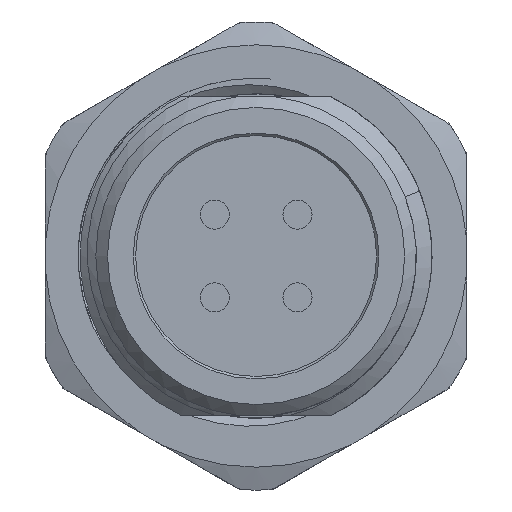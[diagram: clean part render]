
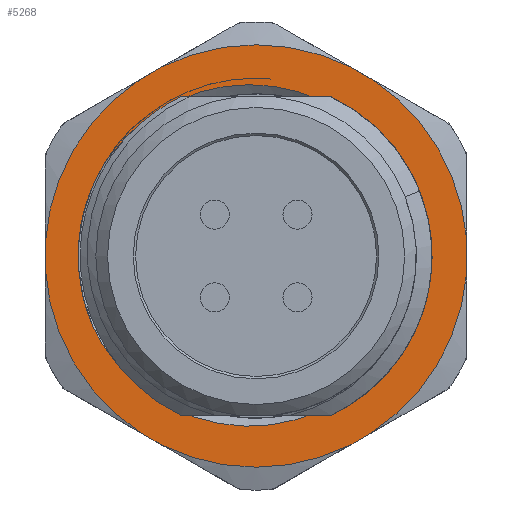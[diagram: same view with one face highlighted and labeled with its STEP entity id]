
A CAD part, left-side view. The second image highlights one B-rep face of the part: STEP entity #5268.
In plain terms, the highlighted planar face has unit normal (-1, 0, 0).
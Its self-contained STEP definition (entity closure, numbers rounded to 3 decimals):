
#349=B_SPLINE_CURVE_WITH_KNOTS('',3,(#20462,#20463,#20464,#20465,#20466,
#20467,#20468),.UNSPECIFIED.,.F.,.F.,(4,1,1,1,4),(0.,
0.004,0.009,0.013,0.017),
 .UNSPECIFIED.);
#350=B_SPLINE_CURVE_WITH_KNOTS('',3,(#20472,#20473,#20474,#20475,#20476,
#20477,#20478),.UNSPECIFIED.,.F.,.F.,(4,1,1,1,4),(0.,
0.004,0.009,0.013,0.017),
 .UNSPECIFIED.);
#720=LINE('',#20479,#965);
#721=LINE('',#20484,#966);
#722=LINE('',#20488,#967);
#723=LINE('',#20492,#968);
#724=LINE('',#20496,#969);
#725=LINE('',#20500,#970);
#965=VECTOR('',#7359,1000.);
#966=VECTOR('',#7362,1000.);
#967=VECTOR('',#7365,1000.);
#968=VECTOR('',#7368,1000.);
#969=VECTOR('',#7371,1000.);
#970=VECTOR('',#7374,1000.);
#2133=ORIENTED_EDGE('',*,*,#2971,.F.);
#2134=ORIENTED_EDGE('',*,*,#2972,.T.);
#2135=ORIENTED_EDGE('',*,*,#2973,.T.);
#2136=ORIENTED_EDGE('',*,*,#2974,.T.);
#2137=ORIENTED_EDGE('',*,*,#2975,.F.);
#2138=ORIENTED_EDGE('',*,*,#2976,.T.);
#2139=ORIENTED_EDGE('',*,*,#2977,.F.);
#2140=ORIENTED_EDGE('',*,*,#2978,.T.);
#2141=ORIENTED_EDGE('',*,*,#2979,.F.);
#2142=ORIENTED_EDGE('',*,*,#2980,.T.);
#2143=ORIENTED_EDGE('',*,*,#2981,.F.);
#2144=ORIENTED_EDGE('',*,*,#2982,.T.);
#2145=ORIENTED_EDGE('',*,*,#2983,.F.);
#2146=ORIENTED_EDGE('',*,*,#2984,.T.);
#2147=ORIENTED_EDGE('',*,*,#2985,.F.);
#2148=ORIENTED_EDGE('',*,*,#2986,.T.);
#2971=EDGE_CURVE('',#3522,#3523,#3838,.T.);
#2972=EDGE_CURVE('',#3522,#3524,#349,.T.);
#2973=EDGE_CURVE('',#3524,#3525,#3839,.F.);
#2974=EDGE_CURVE('',#3525,#3523,#350,.T.);
#2975=EDGE_CURVE('',#3526,#3527,#720,.T.);
#2976=EDGE_CURVE('',#3526,#3528,#3840,.F.);
#2977=EDGE_CURVE('',#3529,#3528,#721,.T.);
#2978=EDGE_CURVE('',#3529,#3530,#3841,.F.);
#2979=EDGE_CURVE('',#3531,#3530,#722,.T.);
#2980=EDGE_CURVE('',#3531,#3532,#3842,.F.);
#2981=EDGE_CURVE('',#3533,#3532,#723,.T.);
#2982=EDGE_CURVE('',#3533,#3534,#3843,.F.);
#2983=EDGE_CURVE('',#3535,#3534,#724,.T.);
#2984=EDGE_CURVE('',#3535,#3536,#3844,.F.);
#2985=EDGE_CURVE('',#3537,#3536,#725,.T.);
#2986=EDGE_CURVE('',#3537,#3527,#3845,.F.);
#3522=VERTEX_POINT('',#20460);
#3523=VERTEX_POINT('',#20461);
#3524=VERTEX_POINT('',#20469);
#3525=VERTEX_POINT('',#20471);
#3526=VERTEX_POINT('',#20480);
#3527=VERTEX_POINT('',#20481);
#3528=VERTEX_POINT('',#20483);
#3529=VERTEX_POINT('',#20485);
#3530=VERTEX_POINT('',#20487);
#3531=VERTEX_POINT('',#20489);
#3532=VERTEX_POINT('',#20491);
#3533=VERTEX_POINT('',#20493);
#3534=VERTEX_POINT('',#20495);
#3535=VERTEX_POINT('',#20497);
#3536=VERTEX_POINT('',#20499);
#3537=VERTEX_POINT('',#20501);
#3838=CIRCLE('',#6054,7.6);
#3839=CIRCLE('',#6055,6.93);
#3840=CIRCLE('',#6056,9.024);
#3841=CIRCLE('',#6057,9.024);
#3842=CIRCLE('',#6058,9.024);
#3843=CIRCLE('',#6059,9.024);
#3844=CIRCLE('',#6060,9.024);
#3845=CIRCLE('',#6061,9.024);
#4295=EDGE_LOOP('',(#2133,#2134,#2135,#2136));
#4296=EDGE_LOOP('',(#2137,#2138,#2139,#2140,#2141,#2142,#2143,#2144,#2145,
#2146,#2147,#2148));
#4786=FACE_BOUND('',#4295,.T.);
#4787=FACE_BOUND('',#4296,.T.);
#4953=PLANE('',#6053);
#5268=ADVANCED_FACE('',(#4786,#4787),#4953,.F.);
#6053=AXIS2_PLACEMENT_3D('',#20458,#7353,#7354);
#6054=AXIS2_PLACEMENT_3D('',#20459,#7355,#7356);
#6055=AXIS2_PLACEMENT_3D('',#20470,#7357,#7358);
#6056=AXIS2_PLACEMENT_3D('',#20482,#7360,#7361);
#6057=AXIS2_PLACEMENT_3D('',#20486,#7363,#7364);
#6058=AXIS2_PLACEMENT_3D('',#20490,#7366,#7367);
#6059=AXIS2_PLACEMENT_3D('',#20494,#7369,#7370);
#6060=AXIS2_PLACEMENT_3D('',#20498,#7372,#7373);
#6061=AXIS2_PLACEMENT_3D('',#20502,#7375,#7376);
#7353=DIRECTION('',(1.,0.,0.));
#7354=DIRECTION('',(0.,0.,-1.));
#7355=DIRECTION('',(-1.,0.,0.));
#7356=DIRECTION('',(0.,1.,0.));
#7357=DIRECTION('',(-1.,0.,0.));
#7358=DIRECTION('',(0.,0.,1.));
#7359=DIRECTION('',(0.,1.,0.));
#7360=DIRECTION('',(1.,0.,0.));
#7361=DIRECTION('',(0.,0.,-1.));
#7362=DIRECTION('',(0.,0.498,-0.867));
#7363=DIRECTION('',(1.,0.,0.));
#7364=DIRECTION('',(0.,0.,-1.));
#7365=DIRECTION('',(0.,-0.498,-0.867));
#7366=DIRECTION('',(1.,0.,0.));
#7367=DIRECTION('',(0.,0.,-1.));
#7368=DIRECTION('',(0.,-1.,0.));
#7369=DIRECTION('',(1.,0.,0.));
#7370=DIRECTION('',(0.,0.,-1.));
#7371=DIRECTION('',(0.,-0.497,0.868));
#7372=DIRECTION('',(1.,0.,0.));
#7373=DIRECTION('',(0.,0.,-1.));
#7374=DIRECTION('',(0.,0.497,0.868));
#7375=DIRECTION('',(1.,0.,0.));
#7376=DIRECTION('',(0.,0.,-1.));
#20458=CARTESIAN_POINT('',(-1.5,0.,0.));
#20459=CARTESIAN_POINT('',(-1.5,0.,0.));
#20460=CARTESIAN_POINT('',(-1.5,-4.081,6.411));
#20461=CARTESIAN_POINT('',(-1.5,3.02,6.974));
#20462=CARTESIAN_POINT('',(-1.5,-4.081,6.411));
#20463=CARTESIAN_POINT('',(-1.5,-5.265,5.593));
#20464=CARTESIAN_POINT('',(-1.5,-7.132,3.294));
#20465=CARTESIAN_POINT('',(-1.5,-7.622,-1.136));
#20466=CARTESIAN_POINT('',(-1.5,-5.55,-5.108));
#20467=CARTESIAN_POINT('',(-1.5,-2.928,-6.508));
#20468=CARTESIAN_POINT('',(-1.5,-1.511,-6.763));
#20469=CARTESIAN_POINT('',(-1.5,-1.511,-6.763));
#20470=CARTESIAN_POINT('',(-1.5,0.,0.));
#20471=CARTESIAN_POINT('',(-1.5,2.558,-6.441));
#20472=CARTESIAN_POINT('',(-1.5,2.558,-6.441));
#20473=CARTESIAN_POINT('',(-1.5,3.917,-5.964));
#20474=CARTESIAN_POINT('',(-1.5,6.29,-4.163));
#20475=CARTESIAN_POINT('',(-1.5,7.705,0.074));
#20476=CARTESIAN_POINT('',(-1.5,6.523,4.38));
#20477=CARTESIAN_POINT('',(-1.5,4.318,6.354));
#20478=CARTESIAN_POINT('',(-1.5,3.02,6.974));
#20479=CARTESIAN_POINT('',(-1.5,-4.376,-8.992));
#20480=CARTESIAN_POINT('',(-1.5,-0.764,-8.992));
#20481=CARTESIAN_POINT('',(-1.5,0.764,-8.992));
#20482=CARTESIAN_POINT('',(-1.5,0.,0.));
#20483=CARTESIAN_POINT('',(-1.5,-7.542,-4.955));
#20484=CARTESIAN_POINT('',(-1.5,-9.974,-0.725));
#20485=CARTESIAN_POINT('',(-1.5,-8.078,-4.024));
#20486=CARTESIAN_POINT('',(-1.5,0.,0.));
#20487=CARTESIAN_POINT('',(-1.5,-8.078,4.024));
#20488=CARTESIAN_POINT('',(-1.5,-5.646,8.254));
#20489=CARTESIAN_POINT('',(-1.5,-7.542,4.955));
#20490=CARTESIAN_POINT('',(-1.5,0.,0.));
#20491=CARTESIAN_POINT('',(-1.5,-0.537,9.008));
#20492=CARTESIAN_POINT('',(-1.5,4.342,9.008));
#20493=CARTESIAN_POINT('',(-1.5,0.537,9.008));
#20494=CARTESIAN_POINT('',(-1.5,0.,0.));
#20495=CARTESIAN_POINT('',(-1.5,7.551,4.941));
#20496=CARTESIAN_POINT('',(-1.5,9.975,0.706));
#20497=CARTESIAN_POINT('',(-1.5,8.085,4.008));
#20498=CARTESIAN_POINT('',(-1.5,0.,0.));
#20499=CARTESIAN_POINT('',(-1.5,8.085,-4.008));
#20500=CARTESIAN_POINT('',(-1.5,5.661,-8.243));
#20501=CARTESIAN_POINT('',(-1.5,7.551,-4.941));
#20502=CARTESIAN_POINT('',(-1.5,0.,0.));
